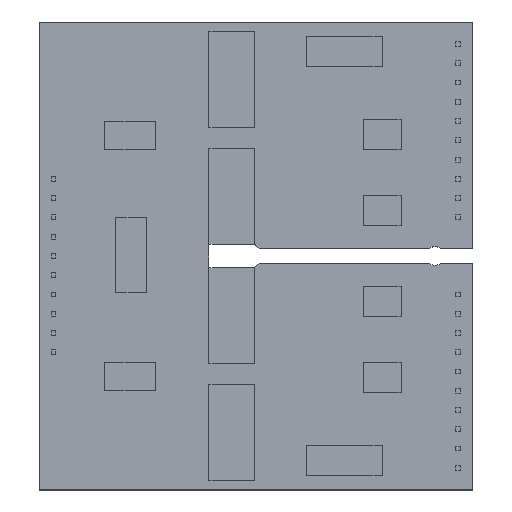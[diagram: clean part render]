
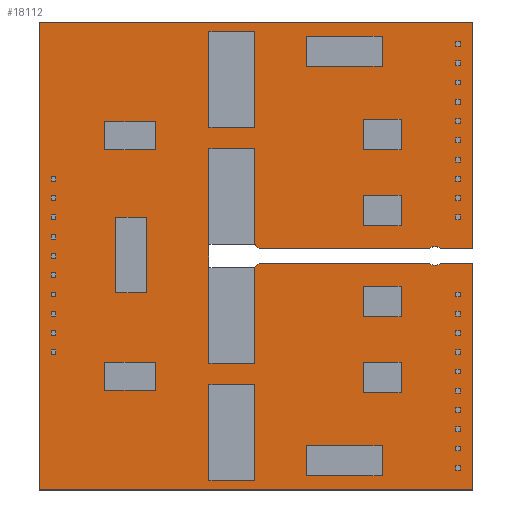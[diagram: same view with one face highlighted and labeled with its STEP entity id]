
A CAD part, top view. The second image highlights one B-rep face of the part: STEP entity #18112.
In plain terms, the highlighted planar face has unit normal (0, 0, 1).
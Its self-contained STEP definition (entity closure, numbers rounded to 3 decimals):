
#17430=CARTESIAN_POINT('',(-28.6,-30.85,4.14));
#17431=VERTEX_POINT('',#17430);
#17432=CARTESIAN_POINT('',(-28.6,30.85,4.14));
#17433=VERTEX_POINT('',#17432);
#17434=CARTESIAN_POINT('',(-28.6,-30.85,4.14));
#17435=DIRECTION('',(0.0,1.0,0.0));
#17436=VECTOR('',#17435,61.7);
#17437=LINE('',#17434,#17436);
#17438=EDGE_CURVE('',#17431,#17433,#17437,.T.);
#17470=CARTESIAN_POINT('',(28.6,30.85,4.14));
#17471=VERTEX_POINT('',#17470);
#17472=CARTESIAN_POINT('',(-28.6,30.85,4.14));
#17473=DIRECTION('',(1.0,0.0,0.0));
#17474=VECTOR('',#17473,57.2);
#17475=LINE('',#17472,#17474);
#17476=EDGE_CURVE('',#17433,#17471,#17475,.T.);
#17501=CARTESIAN_POINT('',(28.6,1.0,4.14));
#17502=VERTEX_POINT('',#17501);
#17503=CARTESIAN_POINT('',(28.6,30.85,4.14));
#17504=DIRECTION('',(0.0,-1.0,0.0));
#17505=VECTOR('',#17504,29.85);
#17506=LINE('',#17503,#17505);
#17507=EDGE_CURVE('',#17471,#17502,#17506,.T.);
#17532=CARTESIAN_POINT('',(24.35,1.0,4.14));
#17533=VERTEX_POINT('',#17532);
#17534=CARTESIAN_POINT('',(28.6,1.0,4.14));
#17535=DIRECTION('',(-1.0,0.0,0.0));
#17536=VECTOR('',#17535,4.25);
#17537=LINE('',#17534,#17536);
#17538=EDGE_CURVE('',#17502,#17533,#17537,.T.);
#17563=CARTESIAN_POINT('',(22.85,1.0,4.14));
#17564=VERTEX_POINT('',#17563);
#17565=CARTESIAN_POINT('',(23.6,0.0,4.14));
#17566=DIRECTION('',(0.0,0.0,1.0));
#17567=DIRECTION('',(0.0,1.0,0.0));
#17568=AXIS2_PLACEMENT_3D('',#17565,#17566,#17567);
#17569=CIRCLE('',#17568,1.25);
#17570=EDGE_CURVE('',#17533,#17564,#17569,.T.);
#17596=CARTESIAN_POINT('',(0.4,1.,4.14));
#17597=VERTEX_POINT('',#17596);
#17598=CARTESIAN_POINT('',(22.85,1.0,4.14));
#17599=DIRECTION('',(-1.0,0.0,0.0));
#17600=VECTOR('',#17599,22.45);
#17601=LINE('',#17598,#17600);
#17602=EDGE_CURVE('',#17564,#17597,#17601,.T.);
#17627=CARTESIAN_POINT('',(-0.2,1.6,4.14));
#17628=VERTEX_POINT('',#17627);
#17629=CARTESIAN_POINT('',(0.4,1.,4.14));
#17630=DIRECTION('',(-0.707,0.707,0.0));
#17631=VECTOR('',#17630,0.849);
#17632=LINE('',#17629,#17631);
#17633=EDGE_CURVE('',#17597,#17628,#17632,.T.);
#17658=CARTESIAN_POINT('',(-1.3,2.7,4.14));
#17659=VERTEX_POINT('',#17658);
#17660=CARTESIAN_POINT('',(-1.3,1.6,4.14));
#17661=DIRECTION('',(0.0,0.0,1.0));
#17662=DIRECTION('',(0.707,0.707,0.0));
#17663=AXIS2_PLACEMENT_3D('',#17660,#17661,#17662);
#17664=CIRCLE('',#17663,1.1);
#17665=EDGE_CURVE('',#17628,#17659,#17664,.T.);
#17691=CARTESIAN_POINT('',(-5.1,2.7,4.14));
#17692=VERTEX_POINT('',#17691);
#17693=CARTESIAN_POINT('',(-1.3,2.7,4.14));
#17694=DIRECTION('',(-1.0,0.0,0.0));
#17695=VECTOR('',#17694,3.8);
#17696=LINE('',#17693,#17695);
#17697=EDGE_CURVE('',#17659,#17692,#17696,.T.);
#17722=CARTESIAN_POINT('',(-6.2,1.6,4.14));
#17723=VERTEX_POINT('',#17722);
#17724=CARTESIAN_POINT('',(-5.1,1.6,4.14));
#17725=DIRECTION('',(0.0,0.0,1.0));
#17726=DIRECTION('',(-0.707,0.707,0.0));
#17727=AXIS2_PLACEMENT_3D('',#17724,#17725,#17726);
#17728=CIRCLE('',#17727,1.1);
#17729=EDGE_CURVE('',#17692,#17723,#17728,.T.);
#17755=CARTESIAN_POINT('',(-6.2,-1.6,4.14));
#17756=VERTEX_POINT('',#17755);
#17757=CARTESIAN_POINT('',(-6.2,1.6,4.14));
#17758=DIRECTION('',(0.0,-1.0,0.0));
#17759=VECTOR('',#17758,3.2);
#17760=LINE('',#17757,#17759);
#17761=EDGE_CURVE('',#17723,#17756,#17760,.T.);
#17786=CARTESIAN_POINT('',(-5.1,-2.7,4.14));
#17787=VERTEX_POINT('',#17786);
#17788=CARTESIAN_POINT('',(-5.1,-1.6,4.14));
#17789=DIRECTION('',(0.0,0.0,1.0));
#17790=DIRECTION('',(-0.707,-0.707,0.0));
#17791=AXIS2_PLACEMENT_3D('',#17788,#17789,#17790);
#17792=CIRCLE('',#17791,1.1);
#17793=EDGE_CURVE('',#17756,#17787,#17792,.T.);
#17819=CARTESIAN_POINT('',(-1.3,-2.7,4.14));
#17820=VERTEX_POINT('',#17819);
#17821=CARTESIAN_POINT('',(-5.1,-2.7,4.14));
#17822=DIRECTION('',(1.0,0.0,0.0));
#17823=VECTOR('',#17822,3.8);
#17824=LINE('',#17821,#17823);
#17825=EDGE_CURVE('',#17787,#17820,#17824,.T.);
#17850=CARTESIAN_POINT('',(-0.2,-1.6,4.14));
#17851=VERTEX_POINT('',#17850);
#17852=CARTESIAN_POINT('',(-1.3,-1.6,4.14));
#17853=DIRECTION('',(0.0,0.0,1.0));
#17854=DIRECTION('',(0.707,-0.707,0.0));
#17855=AXIS2_PLACEMENT_3D('',#17852,#17853,#17854);
#17856=CIRCLE('',#17855,1.1);
#17857=EDGE_CURVE('',#17820,#17851,#17856,.T.);
#17883=CARTESIAN_POINT('',(0.4,-1.0,4.14));
#17884=VERTEX_POINT('',#17883);
#17885=CARTESIAN_POINT('',(-0.2,-1.6,4.14));
#17886=DIRECTION('',(0.707,0.707,0.0));
#17887=VECTOR('',#17886,0.849);
#17888=LINE('',#17885,#17887);
#17889=EDGE_CURVE('',#17851,#17884,#17888,.T.);
#17914=CARTESIAN_POINT('',(22.85,-1.,4.14));
#17915=VERTEX_POINT('',#17914);
#17916=CARTESIAN_POINT('',(0.4,-1.0,4.14));
#17917=DIRECTION('',(1.0,0.0,0.0));
#17918=VECTOR('',#17917,22.45);
#17919=LINE('',#17916,#17918);
#17920=EDGE_CURVE('',#17884,#17915,#17919,.T.);
#17945=CARTESIAN_POINT('',(24.35,-1.,4.14));
#17946=VERTEX_POINT('',#17945);
#17947=CARTESIAN_POINT('',(23.6,0.,4.14));
#17948=DIRECTION('',(0.0,0.0,1.0));
#17949=DIRECTION('',(0.0,-1.0,0.0));
#17950=AXIS2_PLACEMENT_3D('',#17947,#17948,#17949);
#17951=CIRCLE('',#17950,1.25);
#17952=EDGE_CURVE('',#17915,#17946,#17951,.T.);
#17978=CARTESIAN_POINT('',(28.6,-1.0,4.14));
#17979=VERTEX_POINT('',#17978);
#17980=CARTESIAN_POINT('',(24.35,-1.,4.14));
#17981=DIRECTION('',(1.0,0.0,0.0));
#17982=VECTOR('',#17981,4.25);
#17983=LINE('',#17980,#17982);
#17984=EDGE_CURVE('',#17946,#17979,#17983,.T.);
#18009=CARTESIAN_POINT('',(28.6,-30.85,4.14));
#18010=VERTEX_POINT('',#18009);
#18011=CARTESIAN_POINT('',(28.6,-1.0,4.14));
#18012=DIRECTION('',(0.0,-1.0,0.0));
#18013=VECTOR('',#18012,29.85);
#18014=LINE('',#18011,#18013);
#18015=EDGE_CURVE('',#17979,#18010,#18014,.T.);
#18040=CARTESIAN_POINT('',(28.6,-30.85,4.14));
#18041=DIRECTION('',(-1.0,0.0,0.0));
#18042=VECTOR('',#18041,57.2);
#18043=LINE('',#18040,#18042);
#18044=EDGE_CURVE('',#18010,#17431,#18043,.T.);
#18085=CARTESIAN_POINT('',(2.244,0.,4.14));
#18086=DIRECTION('',(0.0,0.0,1.0));
#18087=DIRECTION('',(1.0,0.0,0.0));
#18088=AXIS2_PLACEMENT_3D('',#18085,#18086,#18087);
#18089=PLANE('',#18088);
#18090=ORIENTED_EDGE('',*,*,#17438,.F.);
#18091=ORIENTED_EDGE('',*,*,#18044,.F.);
#18092=ORIENTED_EDGE('',*,*,#18015,.F.);
#18093=ORIENTED_EDGE('',*,*,#17984,.F.);
#18094=ORIENTED_EDGE('',*,*,#17952,.F.);
#18095=ORIENTED_EDGE('',*,*,#17920,.F.);
#18096=ORIENTED_EDGE('',*,*,#17889,.F.);
#18097=ORIENTED_EDGE('',*,*,#17857,.F.);
#18098=ORIENTED_EDGE('',*,*,#17825,.F.);
#18099=ORIENTED_EDGE('',*,*,#17793,.F.);
#18100=ORIENTED_EDGE('',*,*,#17761,.F.);
#18101=ORIENTED_EDGE('',*,*,#17729,.F.);
#18102=ORIENTED_EDGE('',*,*,#17697,.F.);
#18103=ORIENTED_EDGE('',*,*,#17665,.F.);
#18104=ORIENTED_EDGE('',*,*,#17633,.F.);
#18105=ORIENTED_EDGE('',*,*,#17602,.F.);
#18106=ORIENTED_EDGE('',*,*,#17570,.F.);
#18107=ORIENTED_EDGE('',*,*,#17538,.F.);
#18108=ORIENTED_EDGE('',*,*,#17507,.F.);
#18109=ORIENTED_EDGE('',*,*,#17476,.F.);
#18110=EDGE_LOOP('',(#18090,#18091,#18092,#18093,#18094,#18095,#18096,#18097,#18098,#18099,#18100,#18101,#18102,#18103,#18104,#18105,#18106,#18107,#18108,#18109));
#18111=FACE_OUTER_BOUND('',#18110,.T.);
#18112=ADVANCED_FACE('',(#18111),#18089,.T.);
